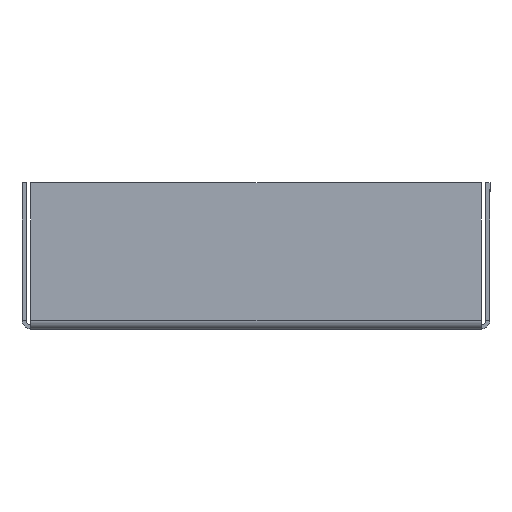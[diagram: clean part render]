
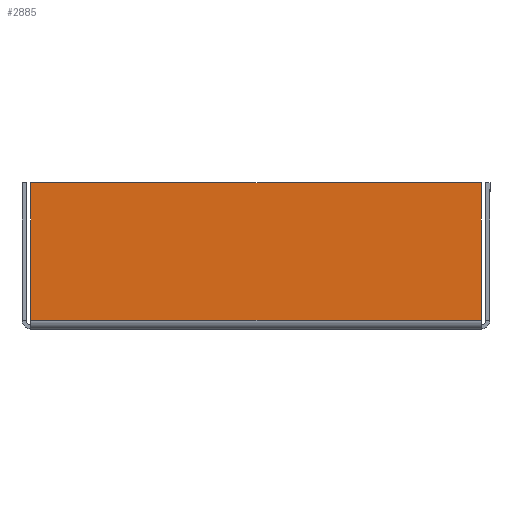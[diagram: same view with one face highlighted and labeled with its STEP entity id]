
A CAD part, left-side view. The second image highlights one B-rep face of the part: STEP entity #2885.
In plain terms, the highlighted planar face has unit normal (-1, 0, 0).
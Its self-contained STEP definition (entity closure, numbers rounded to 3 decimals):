
#471=FACE_OUTER_BOUND('',#613,.T.);
#613=EDGE_LOOP('',(#2359,#2360,#2361,#2362));
#967=LINE('',#4632,#1219);
#972=LINE('',#4645,#1224);
#979=LINE('',#4663,#1231);
#981=LINE('',#4666,#1233);
#1219=VECTOR('',#3839,10.);
#1224=VECTOR('',#3850,2.743);
#1231=VECTOR('',#3869,10.);
#1233=VECTOR('',#3873,10.);
#1491=VERTEX_POINT('',#4630);
#1492=VERTEX_POINT('',#4631);
#1497=VERTEX_POINT('',#4643);
#1502=VERTEX_POINT('',#4662);
#1839=EDGE_CURVE('',#1491,#1492,#967,.T.);
#1846=EDGE_CURVE('',#1492,#1497,#972,.T.);
#1855=EDGE_CURVE('',#1502,#1491,#979,.T.);
#1857=EDGE_CURVE('',#1497,#1502,#981,.T.);
#2359=ORIENTED_EDGE('',*,*,#1839,.T.);
#2360=ORIENTED_EDGE('',*,*,#1846,.T.);
#2361=ORIENTED_EDGE('',*,*,#1857,.T.);
#2362=ORIENTED_EDGE('',*,*,#1855,.T.);
#2749=PLANE('',#3166);
#2885=ADVANCED_FACE('',(#471),#2749,.T.);
#3166=AXIS2_PLACEMENT_3D('',#4669,#3877,#3878);
#3839=DIRECTION('',(0.,-1.,0.));
#3850=DIRECTION('',(0.,0.,1.));
#3869=DIRECTION('',(0.,0.,-1.));
#3873=DIRECTION('',(0.,1.,0.));
#3877=DIRECTION('center_axis',(-1.,0.,0.));
#3878=DIRECTION('ref_axis',(0.,1.,0.));
#4630=CARTESIAN_POINT('',(0.,199.39,3.81));
#4631=CARTESIAN_POINT('',(0.,3.81,3.81));
#4632=CARTESIAN_POINT('',(0.,101.6,3.81));
#4643=CARTESIAN_POINT('',(0.,3.81,63.5));
#4645=CARTESIAN_POINT('',(0.,3.81,-4.808));
#4662=CARTESIAN_POINT('',(0.,199.39,63.5));
#4663=CARTESIAN_POINT('',(0.,199.39,3.81));
#4666=CARTESIAN_POINT('',(0.,199.39,63.5));
#4669=CARTESIAN_POINT('Origin',(0.,101.6,-237.989));
